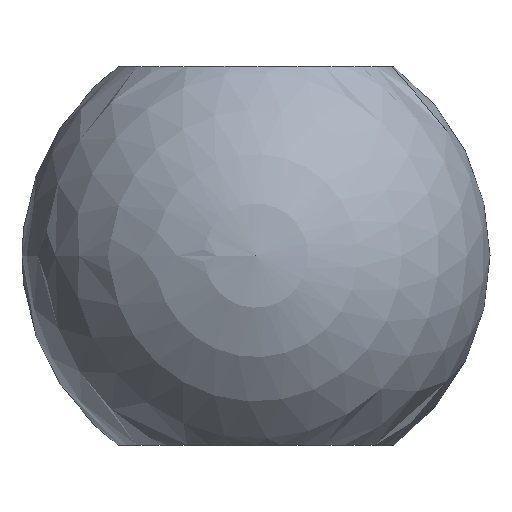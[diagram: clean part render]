
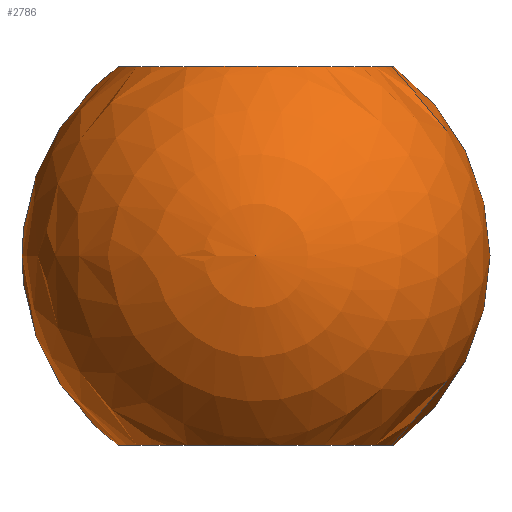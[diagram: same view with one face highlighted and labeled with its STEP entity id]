
A CAD part, top view. The second image highlights one B-rep face of the part: STEP entity #2786.
In plain terms, the highlighted spherical face has radius 12.5 mm.
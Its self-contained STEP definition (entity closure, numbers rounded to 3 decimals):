
#438 = EDGE_LOOP ( 'NONE', ( #3670 ) ) ;
#687 = CARTESIAN_POINT ( 'NONE',  ( 0., 0., 0. ) ) ;
#876 = EDGE_LOOP ( 'NONE', ( #1724 ) ) ;
#1336 = CIRCLE ( 'NONE', #5523, 7.353 ) ;
#1444 = AXIS2_PLACEMENT_3D ( 'NONE', #687, #9103, #2141 ) ;
#1454 = CARTESIAN_POINT ( 'NONE',  ( 0., 10.109, 0. ) ) ;
#1657 = CARTESIAN_POINT ( 'NONE',  ( 0., -10.109, 0. ) ) ;
#1724 = ORIENTED_EDGE ( 'NONE', *, *, #6062, .T. ) ;
#1773 = CARTESIAN_POINT ( 'NONE',  ( 0., 10.109, -7.353 ) ) ;
#2141 = DIRECTION ( 'NONE',  ( 1., 0., 0. ) ) ;
#2427 = DIRECTION ( 'NONE',  ( 0., 1., 0. ) ) ;
#2786 = ADVANCED_FACE ( 'NONE', ( #9904, #9657 ), #7632, .T. ) ;
#2832 = VERTEX_POINT ( 'NONE', #7195 ) ;
#3045 = DIRECTION ( 'NONE',  ( 0., 0., 1. ) ) ;
#3670 = ORIENTED_EDGE ( 'NONE', *, *, #5893, .T. ) ;
#3984 = CIRCLE ( 'NONE', #7086, 7.353 ) ;
#5213 = DIRECTION ( 'NONE',  ( 0., 0., -1. ) ) ;
#5523 = AXIS2_PLACEMENT_3D ( 'NONE', #1657, #2427, #3045 ) ;
#5893 = EDGE_CURVE ( 'NONE', #8528, #8528, #3984, .T. ) ;
#6062 = EDGE_CURVE ( 'NONE', #2832, #2832, #1336, .T. ) ;
#6804 = DIRECTION ( 'NONE',  ( 0., -1., 0. ) ) ;
#7086 = AXIS2_PLACEMENT_3D ( 'NONE', #1454, #6804, #5213 ) ;
#7195 = CARTESIAN_POINT ( 'NONE',  ( 0., -10.109, 7.353 ) ) ;
#7632 = SPHERICAL_SURFACE ( 'NONE', #1444, 12.5 ) ;
#8528 = VERTEX_POINT ( 'NONE', #1773 ) ;
#9103 = DIRECTION ( 'NONE',  ( 0., 0., -1. ) ) ;
#9657 = FACE_OUTER_BOUND ( 'NONE', #876, .T. ) ;
#9904 = FACE_OUTER_BOUND ( 'NONE', #438, .T. ) ;
